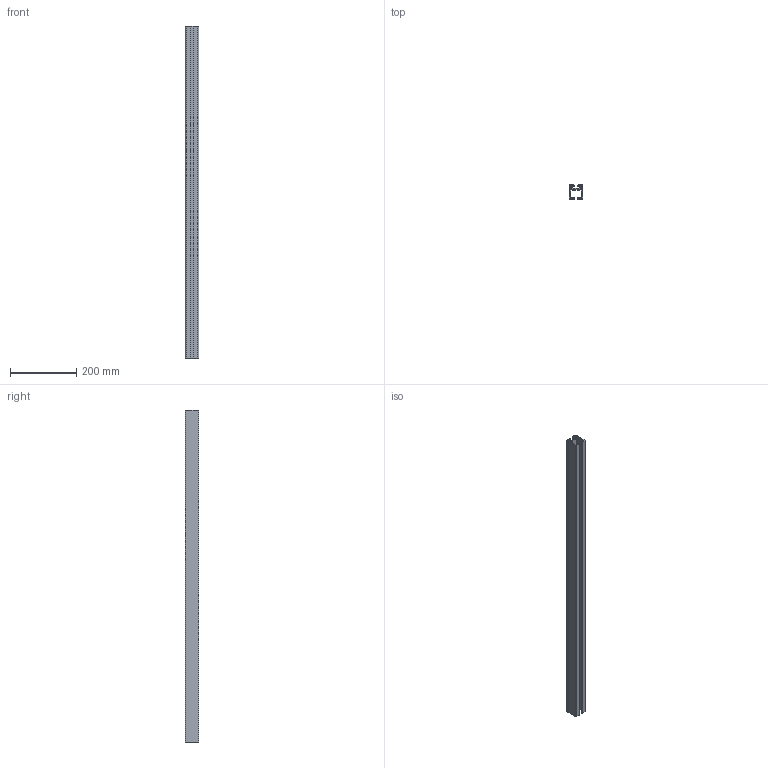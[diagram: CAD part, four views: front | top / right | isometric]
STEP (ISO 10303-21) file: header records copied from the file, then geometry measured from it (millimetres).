
FILE_DESCRIPTION (( 'STEP AP203' ), '1' );
FILE_NAME ('AL-1.42.40.4040.01 Ïðîôèëü äëÿ ðàçäâèæíîé äâåðè.STEP', '2024-02-13T06:11:21', ( '' ), ( '' ), 'SwSTEP 2.0', 'SolidWorks 2021', '' );
FILE_SCHEMA (( 'CONFIG_CONTROL_DESIGN' ));
Length unit declared in the file: millimetre
Products named in the file (1): AL-1.42.40.4040.01 Ïðîôèëü äëÿ ðàçäâèæíîé äâåðè
Bounding box: 40 x 42 x 1000 mm (x, y, z)
Volume: 585772.2 mm3; surface area: 381582.2 mm2
Topology: 1 solids, 1 shells, 104 faces, 306 edges, 204 vertices
Faces by surface type: plane 76, cylinder 28
Entity records: 3531 total; most frequent: CARTESIAN_POINT 615, ORIENTED_EDGE 612, DIRECTION 572, EDGE_CURVE 306, VECTOR 250, LINE 250, VERTEX_POINT 204, AXIS2_PLACEMENT_3D 161
